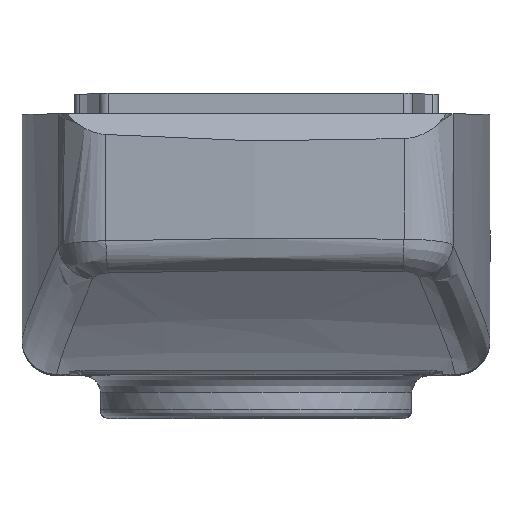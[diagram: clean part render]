
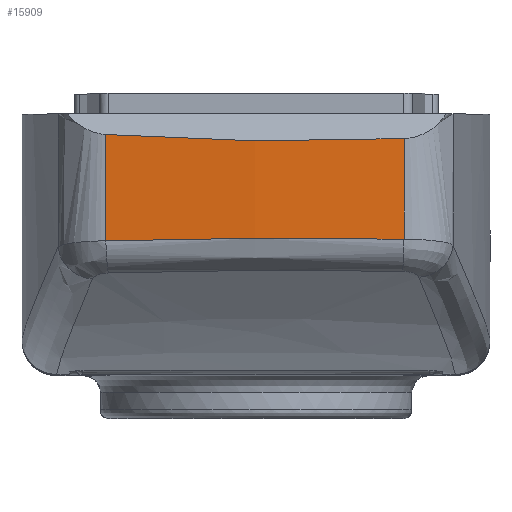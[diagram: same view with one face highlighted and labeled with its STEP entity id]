
A CAD part, top view. The second image highlights one B-rep face of the part: STEP entity #15909.
In plain terms, the highlighted free-form (B-spline) face has degree [1, 2] with [2, 3] control points.
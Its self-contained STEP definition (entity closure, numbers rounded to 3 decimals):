
#14482=CARTESIAN_POINT('',(-8.531,8.662,39.131));
#14483=VERTEX_POINT('',#14482);
#14607=CARTESIAN_POINT('',(-8.436,-8.54,39.368));
#14608=VERTEX_POINT('',#14607);
#14622=CARTESIAN_POINT('',(-8.531,8.662,39.131));
#14623=CARTESIAN_POINT('',(-8.449,5.797,39.336));
#14624=CARTESIAN_POINT('',(-8.4,2.932,39.457));
#14625=CARTESIAN_POINT('',(-8.368,-2.802,39.536));
#14626=CARTESIAN_POINT('',(-8.385,-5.67,39.493));
#14627=CARTESIAN_POINT('',(-8.436,-8.54,39.368));
#14628=B_SPLINE_CURVE_WITH_KNOTS('',3,(#14622,#14623,#14624,#14625,#14626,#14627),.UNSPECIFIED.,.F.,.U.,(4,2,4),(0.0,0.5,1.0),.UNSPECIFIED.);
#14629=EDGE_CURVE('',#14483,#14608,#14628,.T.);
#15398=CARTESIAN_POINT('',(-2.634,-8.54,39.368));
#15399=VERTEX_POINT('',#15398);
#15400=CARTESIAN_POINT('',(-8.436,-8.54,39.368));
#15401=CARTESIAN_POINT('',(-2.634,-8.54,39.368));
#15402=QUASI_UNIFORM_CURVE('',1,(#15400,#15401),.UNSPECIFIED.,.F.,.U.);
#15403=EDGE_CURVE('',#14608,#15399,#15402,.T.);
#15466=CARTESIAN_POINT('',(-2.397,8.662,39.131));
#15467=VERTEX_POINT('',#15466);
#15468=CARTESIAN_POINT('',(-2.397,8.662,39.131));
#15469=CARTESIAN_POINT('',(-8.531,8.662,39.131));
#15470=QUASI_UNIFORM_CURVE('',1,(#15468,#15469),.UNSPECIFIED.,.F.,.U.);
#15471=EDGE_CURVE('',#15467,#14483,#15470,.T.);
#15699=CARTESIAN_POINT('',(-2.397,8.662,39.131));
#15700=CARTESIAN_POINT('',(-3.009,0.068,39.744));
#15701=CARTESIAN_POINT('',(-2.634,-8.54,39.368));
#15709=(BOUNDED_CURVE()B_SPLINE_CURVE(2,(#15699,#15700,#15701),.UNSPECIFIED.,.F.,.U.)CURVE()GEOMETRIC_REPRESENTATION_ITEM()QUASI_UNIFORM_CURVE()RATIONAL_B_SPLINE_CURVE((1.0,0.998,1.0))REPRESENTATION_ITEM(''));
#15710=EDGE_CURVE('',#15467,#15399,#15709,.T.);
#15889=CARTESIAN_POINT('',(-2.244,9.518,39.068));
#15890=CARTESIAN_POINT('',(-8.688,9.518,39.068));
#15891=CARTESIAN_POINT('',(-2.244,0.068,39.796));
#15892=CARTESIAN_POINT('',(-8.688,0.068,39.796));
#15893=CARTESIAN_POINT('',(-2.244,-9.399,39.328));
#15894=CARTESIAN_POINT('',(-8.688,-9.399,39.328));
#15902=(BOUNDED_SURFACE()B_SPLINE_SURFACE(1,2,((#15889,#15891,#15893),(#15890,#15892,#15894)),.UNSPECIFIED.,.F.,.F.,.U.)B_SPLINE_SURFACE_WITH_KNOTS((2,2),(3,3),(0.0,6.445),(0.451,19.39),.UNSPECIFIED.)GEOMETRIC_REPRESENTATION_ITEM()RATIONAL_B_SPLINE_SURFACE(((1.,0.997,0.999),(1.,0.997,0.999)))REPRESENTATION_ITEM('')SURFACE());
#15903=ORIENTED_EDGE('',*,*,#15471,.T.);
#15904=ORIENTED_EDGE('',*,*,#14629,.T.);
#15905=ORIENTED_EDGE('',*,*,#15403,.T.);
#15906=ORIENTED_EDGE('',*,*,#15710,.F.);
#15907=EDGE_LOOP('',(#15903,#15904,#15905,#15906));
#15908=FACE_OUTER_BOUND('',#15907,.T.);
#15909=ADVANCED_FACE('',(#15908),#15902,.T.);
